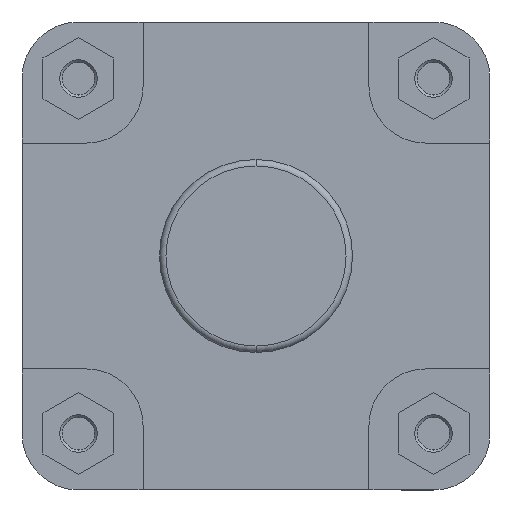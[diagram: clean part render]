
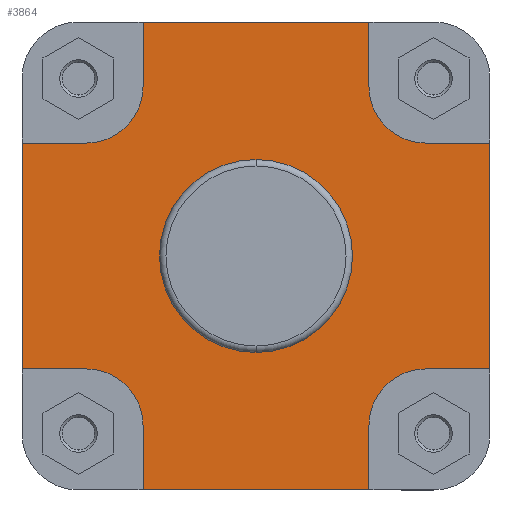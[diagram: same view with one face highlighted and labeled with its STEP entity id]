
A CAD part, left-side view. The second image highlights one B-rep face of the part: STEP entity #3864.
In plain terms, the highlighted planar face has unit normal (-1, 0, 0).
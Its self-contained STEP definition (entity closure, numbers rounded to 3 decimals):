
#348 = VECTOR ( 'NONE', #1843, 1000. ) ;
#353 = VECTOR ( 'NONE', #1836, 1000. ) ;
#355 = LINE ( 'NONE', #1849, #348 ) ;
#356 = CIRCLE ( 'NONE', #3328, 17.5 ) ;
#357 = LINE ( 'NONE', #1835, #362 ) ;
#358 = LINE ( 'NONE', #1837, #361 ) ;
#359 = LINE ( 'NONE', #1844, #353 ) ;
#361 = VECTOR ( 'NONE', #1834, 1000. ) ;
#362 = VECTOR ( 'NONE', #1832, 1000. ) ;
#363 = VECTOR ( 'NONE', #1824, 1000. ) ;
#364 = LINE ( 'NONE', #1830, #365 ) ;
#365 = VECTOR ( 'NONE', #1829, 1000. ) ;
#366 = LINE ( 'NONE', #1823, #372 ) ;
#367 = LINE ( 'NONE', #1825, #370 ) ;
#368 = LINE ( 'NONE', #1831, #363 ) ;
#369 = CIRCLE ( 'NONE', #3331, 17.5 ) ;
#370 = VECTOR ( 'NONE', #1820, 1000. ) ;
#372 = VECTOR ( 'NONE', #1817, 1000. ) ;
#373 = VECTOR ( 'NONE', #1808, 1000. ) ;
#374 = LINE ( 'NONE', #1812, #377 ) ;
#375 = LINE ( 'NONE', #1819, #373 ) ;
#376 = CIRCLE ( 'NONE', #3332, 17.5 ) ;
#377 = VECTOR ( 'NONE', #1807, 1000. ) ;
#378 = VECTOR ( 'NONE', #1798, 1000. ) ;
#379 = LINE ( 'NONE', #1805, #380 ) ;
#380 = VECTOR ( 'NONE', #1804, 1000. ) ;
#383 = LINE ( 'NONE', #1806, #378 ) ;
#384 = CIRCLE ( 'NONE', #3334, 17.5 ) ;
#664 = CIRCLE ( 'NONE', #3358, 29.9 ) ;
#759 = CIRCLE ( 'NONE', #3387, 29.9 ) ;
#1026 = FACE_BOUND ( 'NONE', #5328, .T. ) ;
#1033 = FACE_OUTER_BOUND ( 'NONE', #5324, .T. ) ;
#1397 = EDGE_CURVE ( 'NONE', #2686, #2688, #356, .T. ) ;
#1398 = EDGE_CURVE ( 'NONE', #2685, #2686, #355, .T. ) ;
#1400 = EDGE_CURVE ( 'NONE', #2690, #2689, #359, .T. ) ;
#1401 = EDGE_CURVE ( 'NONE', #2688, #2689, #358, .T. ) ;
#1402 = EDGE_CURVE ( 'NONE', #2685, #2684, #357, .T. ) ;
#1403 = EDGE_CURVE ( 'NONE', #2683, #2684, #364, .T. ) ;
#1404 = EDGE_CURVE ( 'NONE', #2687, #2683, #369, .T. ) ;
#1405 = EDGE_CURVE ( 'NONE', #2102, #2687, #368, .T. ) ;
#1406 = EDGE_CURVE ( 'NONE', #2108, #2102, #367, .T. ) ;
#1407 = EDGE_CURVE ( 'NONE', #2034, #2108, #366, .T. ) ;
#1408 = EDGE_CURVE ( 'NONE', #2115, #2034, #376, .T. ) ;
#1409 = EDGE_CURVE ( 'NONE', #2031, #2115, #375, .T. ) ;
#1410 = EDGE_CURVE ( 'NONE', #2111, #2031, #374, .T. ) ;
#1411 = EDGE_CURVE ( 'NONE', #2105, #2111, #379, .T. ) ;
#1412 = EDGE_CURVE ( 'NONE', #2103, #2105, #384, .T. ) ;
#1413 = EDGE_CURVE ( 'NONE', #2690, #2103, #383, .T. ) ;
#1798 = DIRECTION ( 'NONE',  ( 0., 0., 1. ) ) ;
#1801 = DIRECTION ( 'NONE',  ( 0., 0., -1. ) ) ;
#1802 = DIRECTION ( 'NONE',  ( -1., 0., 0. ) ) ;
#1803 = CARTESIAN_POINT ( 'NONE',  ( 46., 52.5, -52.5 ) ) ;
#1804 = DIRECTION ( 'NONE',  ( 0., 1., 0. ) ) ;
#1805 = CARTESIAN_POINT ( 'NONE',  ( 46., 52.5, -35. ) ) ;
#1806 = CARTESIAN_POINT ( 'NONE',  ( 46., 35., -72.5 ) ) ;
#1807 = DIRECTION ( 'NONE',  ( 0., 0., 1. ) ) ;
#1808 = DIRECTION ( 'NONE',  ( 0., -1., 0. ) ) ;
#1812 = CARTESIAN_POINT ( 'NONE',  ( 46., 72.5, 0. ) ) ;
#1814 = DIRECTION ( 'NONE',  ( 0., 0., -1. ) ) ;
#1815 = DIRECTION ( 'NONE',  ( -1., 0., 0. ) ) ;
#1816 = CARTESIAN_POINT ( 'NONE',  ( 46., 52.5, 52.5 ) ) ;
#1817 = DIRECTION ( 'NONE',  ( 0., 0., 1. ) ) ;
#1819 = CARTESIAN_POINT ( 'NONE',  ( 46., 72.5, 35. ) ) ;
#1820 = DIRECTION ( 'NONE',  ( 0., -1., 0. ) ) ;
#1823 = CARTESIAN_POINT ( 'NONE',  ( 46., 35., 52.5 ) ) ;
#1824 = DIRECTION ( 'NONE',  ( 0., 0., -1. ) ) ;
#1825 = CARTESIAN_POINT ( 'NONE',  ( 46., -159.641, 72.5 ) ) ;
#1826 = DIRECTION ( 'NONE',  ( 0., 0., -1. ) ) ;
#1827 = DIRECTION ( 'NONE',  ( -1., 0., 0. ) ) ;
#1828 = CARTESIAN_POINT ( 'NONE',  ( 46., -52.5, 52.5 ) ) ;
#1829 = DIRECTION ( 'NONE',  ( 0., -1., 0. ) ) ;
#1830 = CARTESIAN_POINT ( 'NONE',  ( 46., -52.5, 35. ) ) ;
#1831 = CARTESIAN_POINT ( 'NONE',  ( 46., -35., 72.5 ) ) ;
#1832 = DIRECTION ( 'NONE',  ( 0., 0., 1. ) ) ;
#1834 = DIRECTION ( 'NONE',  ( 0., 0., -1. ) ) ;
#1835 = CARTESIAN_POINT ( 'NONE',  ( 46., -72.5, 0. ) ) ;
#1836 = DIRECTION ( 'NONE',  ( 0., -1., 0. ) ) ;
#1837 = CARTESIAN_POINT ( 'NONE',  ( 46., -35., -52.5 ) ) ;
#1843 = DIRECTION ( 'NONE',  ( 0., 1., 0. ) ) ;
#1844 = CARTESIAN_POINT ( 'NONE',  ( 46., -159.641, -72.5 ) ) ;
#1845 = DIRECTION ( 'NONE',  ( 0., 0., -1. ) ) ;
#1846 = DIRECTION ( 'NONE',  ( -1., 0., 0. ) ) ;
#1849 = CARTESIAN_POINT ( 'NONE',  ( 46., -72.5, -35. ) ) ;
#1854 = CARTESIAN_POINT ( 'NONE',  ( 46., -52.5, -52.5 ) ) ;
#2031 = VERTEX_POINT ( 'NONE', #4362 ) ;
#2034 = VERTEX_POINT ( 'NONE', #4363 ) ;
#2102 = VERTEX_POINT ( 'NONE', #4364 ) ;
#2103 = VERTEX_POINT ( 'NONE', #4365 ) ;
#2105 = VERTEX_POINT ( 'NONE', #4366 ) ;
#2108 = VERTEX_POINT ( 'NONE', #4367 ) ;
#2111 = VERTEX_POINT ( 'NONE', #4368 ) ;
#2115 = VERTEX_POINT ( 'NONE', #4369 ) ;
#2243 = VERTEX_POINT ( 'NONE', #4394 ) ;
#2321 = VERTEX_POINT ( 'NONE', #4403 ) ;
#2683 = VERTEX_POINT ( 'NONE', #4473 ) ;
#2684 = VERTEX_POINT ( 'NONE', #4474 ) ;
#2685 = VERTEX_POINT ( 'NONE', #4475 ) ;
#2686 = VERTEX_POINT ( 'NONE', #4476 ) ;
#2687 = VERTEX_POINT ( 'NONE', #4477 ) ;
#2688 = VERTEX_POINT ( 'NONE', #4478 ) ;
#2689 = VERTEX_POINT ( 'NONE', #4479 ) ;
#2690 = VERTEX_POINT ( 'NONE', #4480 ) ;
#3102 = EDGE_CURVE ( 'NONE', #2321, #2243, #664, .T. ) ;
#3154 = EDGE_CURVE ( 'NONE', #2243, #2321, #759, .T. ) ;
#3328 = AXIS2_PLACEMENT_3D ( 'NONE', #1854, #1846, #1845 ) ;
#3331 = AXIS2_PLACEMENT_3D ( 'NONE', #1828, #1827, #1826 ) ;
#3332 = AXIS2_PLACEMENT_3D ( 'NONE', #1816, #1815, #1814 ) ;
#3334 = AXIS2_PLACEMENT_3D ( 'NONE', #1803, #1802, #1801 ) ;
#3358 = AXIS2_PLACEMENT_3D ( 'NONE', #4703, #4705, #4706 ) ;
#3387 = AXIS2_PLACEMENT_3D ( 'NONE', #4809, #4817, #4818 ) ;
#3520 = AXIS2_PLACEMENT_3D ( 'NONE', #6284, #6286, #6287 ) ;
#3864 = ADVANCED_FACE ( 'NONE', ( #1026, #1033 ), #6285, .F. ) ;
#4362 = CARTESIAN_POINT ( 'NONE',  ( 46., 72.5, 35. ) ) ;
#4363 = CARTESIAN_POINT ( 'NONE',  ( 46., 35., 52.5 ) ) ;
#4364 = CARTESIAN_POINT ( 'NONE',  ( 46., -35., 72.5 ) ) ;
#4365 = CARTESIAN_POINT ( 'NONE',  ( 46., 35., -52.5 ) ) ;
#4366 = CARTESIAN_POINT ( 'NONE',  ( 46., 52.5, -35. ) ) ;
#4367 = CARTESIAN_POINT ( 'NONE',  ( 46., 35., 72.5 ) ) ;
#4368 = CARTESIAN_POINT ( 'NONE',  ( 46., 72.5, -35. ) ) ;
#4369 = CARTESIAN_POINT ( 'NONE',  ( 46., 52.5, 35. ) ) ;
#4394 = CARTESIAN_POINT ( 'NONE',  ( 46., 0., 29.9 ) ) ;
#4403 = CARTESIAN_POINT ( 'NONE',  ( 46., 0., -29.9 ) ) ;
#4473 = CARTESIAN_POINT ( 'NONE',  ( 46., -52.5, 35. ) ) ;
#4474 = CARTESIAN_POINT ( 'NONE',  ( 46., -72.5, 35. ) ) ;
#4475 = CARTESIAN_POINT ( 'NONE',  ( 46., -72.5, -35. ) ) ;
#4476 = CARTESIAN_POINT ( 'NONE',  ( 46., -52.5, -35. ) ) ;
#4477 = CARTESIAN_POINT ( 'NONE',  ( 46., -35., 52.5 ) ) ;
#4478 = CARTESIAN_POINT ( 'NONE',  ( 46., -35., -52.5 ) ) ;
#4479 = CARTESIAN_POINT ( 'NONE',  ( 46., -35., -72.5 ) ) ;
#4480 = CARTESIAN_POINT ( 'NONE',  ( 46., 35., -72.5 ) ) ;
#4703 = CARTESIAN_POINT ( 'NONE',  ( 46., 0., 0. ) ) ;
#4705 = DIRECTION ( 'NONE',  ( -1., 0., 0. ) ) ;
#4706 = DIRECTION ( 'NONE',  ( 0., 0., 1. ) ) ;
#4809 = CARTESIAN_POINT ( 'NONE',  ( 46., 0., 0. ) ) ;
#4817 = DIRECTION ( 'NONE',  ( -1., 0., 0. ) ) ;
#4818 = DIRECTION ( 'NONE',  ( 0., 0., 1. ) ) ;
#5324 = EDGE_LOOP ( 'NONE', ( #5535, #5591, #5485, #5570, #5560, #5598, #5588, #5537, #5480, #5525, #5440, #5571, #5466, #5490, #5489, #5441 ) ) ;
#5328 = EDGE_LOOP ( 'NONE', ( #5540, #5521 ) ) ;
#5440 = ORIENTED_EDGE ( 'NONE', *, *, #1408, .F. ) ;
#5441 = ORIENTED_EDGE ( 'NONE', *, *, #1413, .F. ) ;
#5466 = ORIENTED_EDGE ( 'NONE', *, *, #1410, .F. ) ;
#5480 = ORIENTED_EDGE ( 'NONE', *, *, #1406, .F. ) ;
#5485 = ORIENTED_EDGE ( 'NONE', *, *, #1397, .F. ) ;
#5489 = ORIENTED_EDGE ( 'NONE', *, *, #1412, .F. ) ;
#5490 = ORIENTED_EDGE ( 'NONE', *, *, #1411, .F. ) ;
#5521 = ORIENTED_EDGE ( 'NONE', *, *, #3102, .F. ) ;
#5525 = ORIENTED_EDGE ( 'NONE', *, *, #1407, .F. ) ;
#5535 = ORIENTED_EDGE ( 'NONE', *, *, #1400, .T. ) ;
#5537 = ORIENTED_EDGE ( 'NONE', *, *, #1405, .F. ) ;
#5540 = ORIENTED_EDGE ( 'NONE', *, *, #3154, .F. ) ;
#5560 = ORIENTED_EDGE ( 'NONE', *, *, #1402, .T. ) ;
#5570 = ORIENTED_EDGE ( 'NONE', *, *, #1398, .F. ) ;
#5571 = ORIENTED_EDGE ( 'NONE', *, *, #1409, .F. ) ;
#5588 = ORIENTED_EDGE ( 'NONE', *, *, #1404, .F. ) ;
#5591 = ORIENTED_EDGE ( 'NONE', *, *, #1401, .F. ) ;
#5598 = ORIENTED_EDGE ( 'NONE', *, *, #1403, .F. ) ;
#6284 = CARTESIAN_POINT ( 'NONE',  ( 46., 29.9, 0. ) ) ;
#6285 = PLANE ( 'NONE',  #3520 ) ;
#6286 = DIRECTION ( 'NONE',  ( 1., 0., 0. ) ) ;
#6287 = DIRECTION ( 'NONE',  ( 0., 0., -1. ) ) ;
